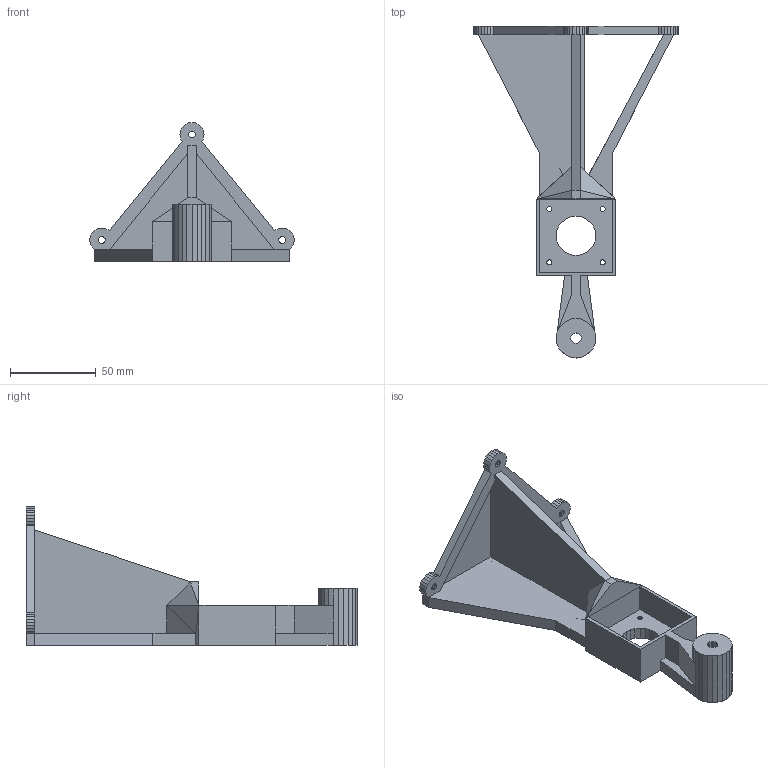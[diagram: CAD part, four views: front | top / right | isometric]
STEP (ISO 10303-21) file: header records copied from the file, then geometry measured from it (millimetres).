
FILE_DESCRIPTION(('FreeCAD Model'),'2;1');
FILE_NAME('Open CASCADE Shape Model','2025-06-15T10:37:16',(''),(''), 'Open CASCADE STEP processor 7.8','FreeCAD','Unknown');
FILE_SCHEMA(('AUTOMOTIVE_DESIGN { 1 0 10303 214 1 1 1 1 }'));
Length unit declared in the file: millimetre
Products named in the file (1): Stand1___Nema018 (Solid)001
Bounding box: 119.02 x 193.3 x 80.93 mm (x, y, z)
Volume: 117675.2 mm3; surface area: 46297 mm2
Topology: 1 solids, 1 shells, 450 faces, 1294 edges, 845 vertices
Faces by surface type: plane 450
Entity records: 31250 total; most frequent: CARTESIAN_POINT 5178, DIRECTION 4784, LINE 3882, VECTOR 3882, ORIENTED_EDGE 2588, PCURVE 2588, DEFINITIONAL_REPRESENTATION 2588, EDGE_CURVE 1294
